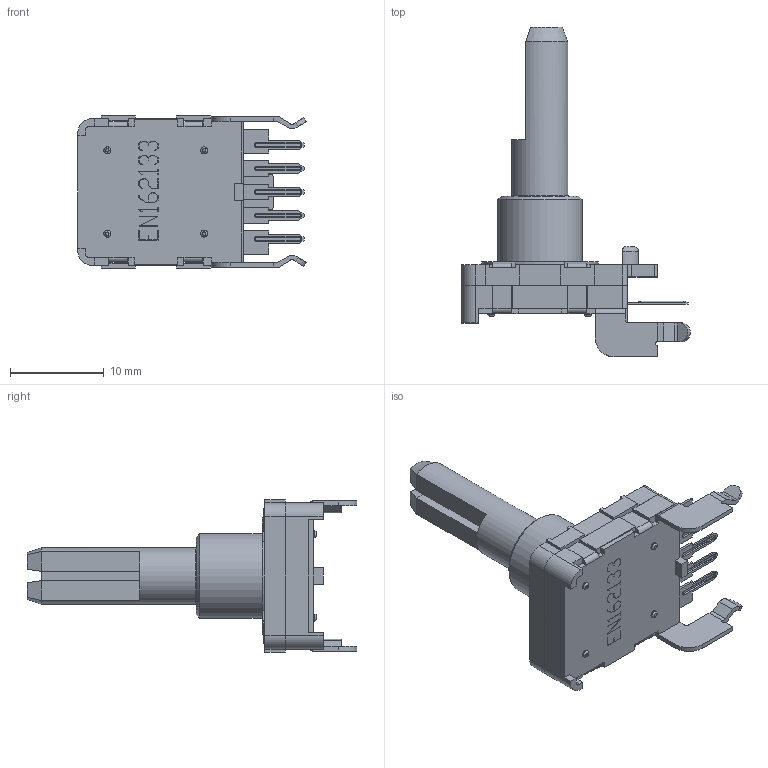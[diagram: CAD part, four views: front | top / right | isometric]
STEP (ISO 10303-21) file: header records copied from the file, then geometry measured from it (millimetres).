
FILE_DESCRIPTION(/* description */ (''),/* implementation_level */ '2;1');
FILE_NAME(/* name */ 'EN16ABVM22BxF25.stp',/* time_stamp */ '2022-03-02T13:40:38-05:00',/* author */ ('avery.harrell'),/* organization */ (''),/* preprocessor_version */ 'ST-DEVELOPER v17.2',/* originating_system */ 'Autodesk Inventor 2019',/* authorisation */ '');
FILE_SCHEMA (('AUTOMOTIVE_DESIGN { 1 0 10303 214 3 1 1 }'));
Length unit declared in the file: millimetre
Products named in the file (9): EN16ABVM22BxF25; EN16ABVM basic; EN16ABxM bushing; EN16ABVM body; EN16ABVM Term 1; EN16ABVM Term 3; EN16ABVM Term 2; EN16ABVM bracket; EN16AB F25
Assembly tree (10 placements, depth 3):
  EN16ABVM22BxF25
    EN16ABVM basic
      EN16ABxM bushing
      EN16ABVM body
    EN16ABVM Term 1
    EN16ABVM Term 3
    EN16ABVM Term 2  x3
    EN16ABVM bracket
    EN16AB F25
Bounding box: 24.31 x 35.1 x 16.2 mm (x, y, z)
Volume: 2369.5 mm3; surface area: 3222 mm2
Topology: 11 solids, 11 shells, 598 faces, 1574 edges, 1030 vertices
Faces by surface type: plane 474, cylinder 95, torus 22, bspline 4, cone 3
Full cylindrical faces by diameter (mm): 0.75 x4, 0.76 x4, 6 x1, 8 x1, 8.1 x1, 9 x1
Entity records: 17033 total; most frequent: CARTESIAN_POINT 3069, ORIENTED_EDGE 2868, DIRECTION 2732, EDGE_CURVE 1434, LINE 1226, VECTOR 1226, VERTEX_POINT 942, AXIS2_PLACEMENT_3D 753
